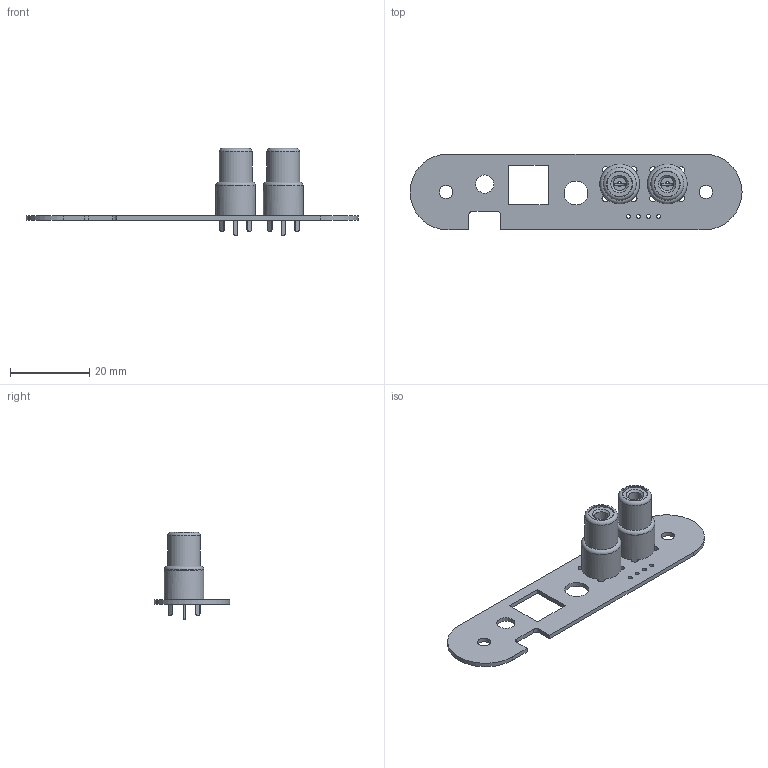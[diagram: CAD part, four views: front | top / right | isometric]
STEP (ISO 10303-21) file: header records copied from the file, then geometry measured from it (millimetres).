
FILE_DESCRIPTION(('Open CASCADE Model'),'2;1');
FILE_NAME('Open CASCADE Shape Model','2019-01-10T21:10:15',('Author'),( 'Open CASCADE'),'Open CASCADE STEP processor 6.8','Open CASCADE 6.8' ,'Unknown');
FILE_SCHEMA(('AUTOMOTIVE_DESIGN { 1 0 10303 214 1 1 1 1 }'));
Length unit declared in the file: millimetre
Products named in the file (6): PCB; Board; Open CASCADE STEP translator 6.8 3.1.1; JP2; lumberg_btor1; JP1
Assembly tree (6 placements, depth 3):
  PCB
    Board
      Open CASCADE STEP translator 6.8 3.1.1
    JP2
      lumberg_btor1
    JP1
      lumberg_btor1
Bounding box: 83.68 x 19.15 x 22 mm (x, y, z)
Volume: 2863.6 mm3; surface area: 6094.2 mm2
Topology: 3 solids, 3 shells, 190 faces, 560 edges, 372 vertices
Faces by surface type: plane 120, cylinder 64, torus 4, cone 2
Full cylindrical faces by diameter (mm): 1 x4, 1.2 x2, 1.7 x8, 3.3 x2, 3.4 x2, 4.6 x1, 6 x1, 6.3 x2, 8.3 x2, 9.6 x2, 10 x2
Entity records: 4437 total; most frequent: CARTESIAN_POINT 1215, ORIENTED_EDGE 656, DIRECTION 632, EDGE_CURVE 328, VERTEX_POINT 218, LINE 214, VECTOR 214, AXIS2_PLACEMENT_3D 209
